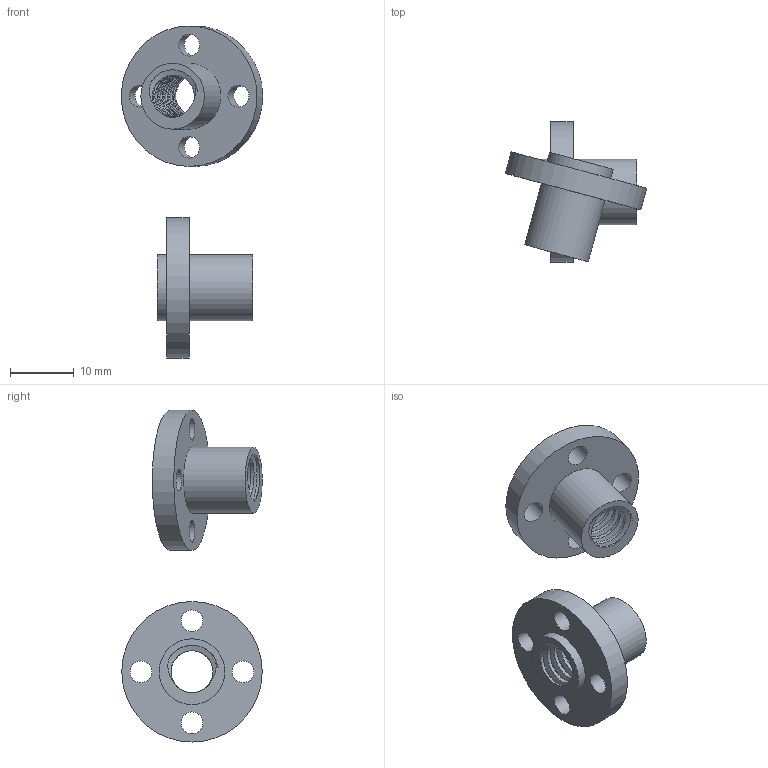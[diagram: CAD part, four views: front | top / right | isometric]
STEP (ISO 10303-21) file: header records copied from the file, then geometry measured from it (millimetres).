
FILE_DESCRIPTION(/* description */ (''),/* implementation_level */ '2;1');
FILE_NAME(/* name */ 'T8 Screw nut v0.step',/* time_stamp */ '2021-12-11T18:52:34+01:00',/* author */ (''),/* organization */ (''),/* preprocessor_version */ 'ST-DEVELOPER v18.1',/* originating_system */ 'Autodesk Translation Framework v10.10.0.1391',/* authorisation */ '');
FILE_SCHEMA (('AUTOMOTIVE_DESIGN { 1 0 10303 214 3 1 1 }'));
Length unit declared in the file: millimetre
Products named in the file (1): T8 Screw nut
Bounding box: 22.16 x 22 x 52 mm (x, y, z)
Volume: 3011.9 mm3; surface area: 4040.7 mm2
Topology: 2 solids, 2 shells, 70 faces, 186 edges, 124 vertices
Faces by surface type: cylinder 58, plane 8, bspline 4
Full cylindrical faces by diameter (mm): 3.4 x8, 6.595 x12, 8.3 x14, 10.3 x4, 22 x2
Entity records: 4741 total; most frequent: CARTESIAN_POINT 3081, ORIENTED_EDGE 372, DIRECTION 260, EDGE_CURVE 186, VERTEX_POINT 124, AXIS2_PLACEMENT_3D 103, B_SPLINE_CURVE_WITH_KNOTS 96, EDGE_LOOP 94
